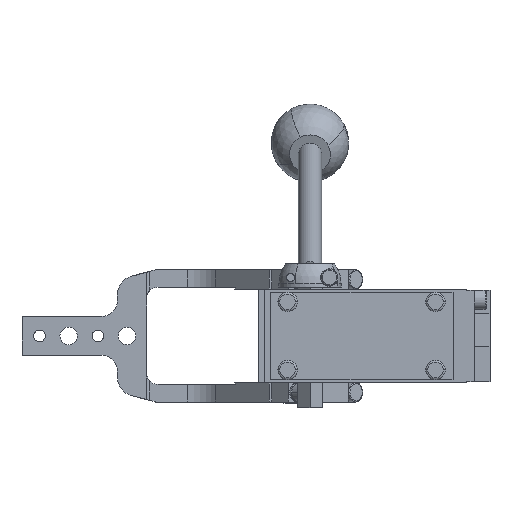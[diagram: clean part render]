
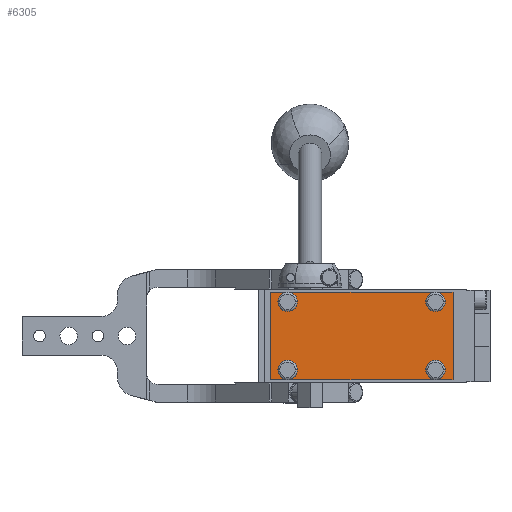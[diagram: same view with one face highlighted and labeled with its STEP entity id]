
A CAD part, left-side view. The second image highlights one B-rep face of the part: STEP entity #6305.
In plain terms, the highlighted planar face has unit normal (-1, 0, 0).
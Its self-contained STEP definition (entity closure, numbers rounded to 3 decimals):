
#5724=AXIS2_PLACEMENT_3D('Circle Axis2P3D',#5722,#5723,$) ;
#5731=AXIS2_PLACEMENT_3D('Circle Axis2P3D',#5729,#5730,$) ;
#5758=AXIS2_PLACEMENT_3D('Circle Axis2P3D',#5756,#5757,$) ;
#5847=AXIS2_PLACEMENT_3D('Circle Axis2P3D',#5845,#5846,$) ;
#5854=AXIS2_PLACEMENT_3D('Circle Axis2P3D',#5852,#5853,$) ;
#5881=AXIS2_PLACEMENT_3D('Circle Axis2P3D',#5879,#5880,$) ;
#5970=AXIS2_PLACEMENT_3D('Circle Axis2P3D',#5968,#5969,$) ;
#5996=AXIS2_PLACEMENT_3D('Circle Axis2P3D',#5994,#5995,$) ;
#6003=AXIS2_PLACEMENT_3D('Circle Axis2P3D',#6001,#6002,$) ;
#6093=AXIS2_PLACEMENT_3D('Circle Axis2P3D',#6091,#6092,$) ;
#6119=AXIS2_PLACEMENT_3D('Circle Axis2P3D',#6117,#6118,$) ;
#6126=AXIS2_PLACEMENT_3D('Circle Axis2P3D',#6124,#6125,$) ;
#6234=AXIS2_PLACEMENT_3D('Plane Axis2P3D',#6231,#6232,#6233) ;
#5717=CARTESIAN_POINT('Vertex',(-166.5,-73.5,17.5)) ;
#5722=CARTESIAN_POINT('Axis2P3D Location',(-166.5,-68.5,17.5)) ;
#5726=CARTESIAN_POINT('Vertex',(-166.5,-68.5,22.5)) ;
#5729=CARTESIAN_POINT('Axis2P3D Location',(-166.5,-68.5,17.5)) ;
#5733=CARTESIAN_POINT('Vertex',(-166.5,-63.5,17.5)) ;
#5756=CARTESIAN_POINT('Axis2P3D Location',(-166.5,-68.5,17.5)) ;
#5840=CARTESIAN_POINT('Vertex',(-166.5,2.5,17.5)) ;
#5845=CARTESIAN_POINT('Axis2P3D Location',(-166.5,7.5,17.5)) ;
#5849=CARTESIAN_POINT('Vertex',(-166.5,7.5,22.5)) ;
#5852=CARTESIAN_POINT('Axis2P3D Location',(-166.5,7.5,17.5)) ;
#5856=CARTESIAN_POINT('Vertex',(-166.5,12.5,17.5)) ;
#5879=CARTESIAN_POINT('Axis2P3D Location',(-166.5,7.5,17.5)) ;
#5963=CARTESIAN_POINT('Vertex',(-166.5,2.5,-17.5)) ;
#5968=CARTESIAN_POINT('Axis2P3D Location',(-166.5,7.5,-17.5)) ;
#5972=CARTESIAN_POINT('Vertex',(-166.5,12.5,-17.5)) ;
#5994=CARTESIAN_POINT('Axis2P3D Location',(-166.5,7.5,-17.5)) ;
#5998=CARTESIAN_POINT('Vertex',(-166.5,7.5,-22.5)) ;
#6001=CARTESIAN_POINT('Axis2P3D Location',(-166.5,7.5,-17.5)) ;
#6086=CARTESIAN_POINT('Vertex',(-166.5,-73.5,-17.5)) ;
#6091=CARTESIAN_POINT('Axis2P3D Location',(-166.5,-68.5,-17.5)) ;
#6095=CARTESIAN_POINT('Vertex',(-166.5,-63.5,-17.5)) ;
#6117=CARTESIAN_POINT('Axis2P3D Location',(-166.5,-68.5,-17.5)) ;
#6121=CARTESIAN_POINT('Vertex',(-166.5,-68.5,-22.5)) ;
#6124=CARTESIAN_POINT('Axis2P3D Location',(-166.5,-68.5,-17.5)) ;
#6205=CARTESIAN_POINT('Line Origine',(-166.5,16.5,0.)) ;
#6209=CARTESIAN_POINT('Vertex',(-166.5,16.5,-22.5)) ;
#6211=CARTESIAN_POINT('Vertex',(-166.5,16.5,22.5)) ;
#6231=CARTESIAN_POINT('Axis2P3D Location',(-166.5,0.,0.)) ;
#6236=CARTESIAN_POINT('Line Origine',(-166.5,-30.5,22.5)) ;
#6241=CARTESIAN_POINT('Line Origine',(-166.5,12.,22.5)) ;
#6246=CARTESIAN_POINT('Line Origine',(-166.5,12.,-22.5)) ;
#6251=CARTESIAN_POINT('Line Origine',(-166.5,-30.5,-22.5)) ;
#6256=CARTESIAN_POINT('Line Origine',(-166.5,-73.,-22.5)) ;
#6260=CARTESIAN_POINT('Vertex',(-166.5,-77.5,-22.5)) ;
#6263=CARTESIAN_POINT('Line Origine',(-166.5,-77.5,0.)) ;
#6267=CARTESIAN_POINT('Vertex',(-166.5,-77.5,22.5)) ;
#6270=CARTESIAN_POINT('Line Origine',(-166.5,-73.,22.5)) ;
#5723=DIRECTION('Axis2P3D Direction',(1.,-0.,0.)) ;
#5730=DIRECTION('Axis2P3D Direction',(1.,-0.,0.)) ;
#5757=DIRECTION('Axis2P3D Direction',(1.,-0.,0.)) ;
#5846=DIRECTION('Axis2P3D Direction',(1.,-0.,0.)) ;
#5853=DIRECTION('Axis2P3D Direction',(1.,-0.,0.)) ;
#5880=DIRECTION('Axis2P3D Direction',(1.,-0.,0.)) ;
#5969=DIRECTION('Axis2P3D Direction',(1.,-0.,0.)) ;
#5995=DIRECTION('Axis2P3D Direction',(1.,-0.,0.)) ;
#6002=DIRECTION('Axis2P3D Direction',(1.,-0.,0.)) ;
#6092=DIRECTION('Axis2P3D Direction',(1.,-0.,0.)) ;
#6118=DIRECTION('Axis2P3D Direction',(1.,-0.,0.)) ;
#6125=DIRECTION('Axis2P3D Direction',(1.,-0.,0.)) ;
#6206=DIRECTION('Vector Direction',(0.,0.,-1.)) ;
#6232=DIRECTION('Axis2P3D Direction',(1.,0.,-0.)) ;
#6233=DIRECTION('Axis2P3D XDirection',(0.,0.,1.)) ;
#6237=DIRECTION('Vector Direction',(0.,1.,0.)) ;
#6242=DIRECTION('Vector Direction',(0.,1.,0.)) ;
#6247=DIRECTION('Vector Direction',(0.,-1.,0.)) ;
#6252=DIRECTION('Vector Direction',(0.,-1.,0.)) ;
#6257=DIRECTION('Vector Direction',(0.,-1.,0.)) ;
#6264=DIRECTION('Vector Direction',(0.,0.,1.)) ;
#6271=DIRECTION('Vector Direction',(0.,1.,0.)) ;
#6207=VECTOR('Line Direction',#6206,1.) ;
#6238=VECTOR('Line Direction',#6237,1.) ;
#6243=VECTOR('Line Direction',#6242,1.) ;
#6248=VECTOR('Line Direction',#6247,1.) ;
#6253=VECTOR('Line Direction',#6252,1.) ;
#6258=VECTOR('Line Direction',#6257,1.) ;
#6265=VECTOR('Line Direction',#6264,1.) ;
#6272=VECTOR('Line Direction',#6271,1.) ;
#6276=ORIENTED_EDGE('',*,*,#6240,.F.) ;
#6277=ORIENTED_EDGE('',*,*,#6245,.F.) ;
#6278=ORIENTED_EDGE('',*,*,#6213,.F.) ;
#6279=ORIENTED_EDGE('',*,*,#6250,.F.) ;
#6280=ORIENTED_EDGE('',*,*,#6255,.F.) ;
#6281=ORIENTED_EDGE('',*,*,#6262,.F.) ;
#6282=ORIENTED_EDGE('',*,*,#6269,.F.) ;
#6283=ORIENTED_EDGE('',*,*,#6274,.F.) ;
#6286=ORIENTED_EDGE('',*,*,#6123,.T.) ;
#6287=ORIENTED_EDGE('',*,*,#6097,.T.) ;
#6288=ORIENTED_EDGE('',*,*,#6128,.T.) ;
#6291=ORIENTED_EDGE('',*,*,#6000,.T.) ;
#6292=ORIENTED_EDGE('',*,*,#5974,.T.) ;
#6293=ORIENTED_EDGE('',*,*,#6005,.T.) ;
#6296=ORIENTED_EDGE('',*,*,#5851,.T.) ;
#6297=ORIENTED_EDGE('',*,*,#5883,.T.) ;
#6298=ORIENTED_EDGE('',*,*,#5858,.T.) ;
#6301=ORIENTED_EDGE('',*,*,#5728,.T.) ;
#6302=ORIENTED_EDGE('',*,*,#5760,.T.) ;
#6303=ORIENTED_EDGE('',*,*,#5735,.T.) ;
#6289=FACE_BOUND('',#6285,.T.) ;
#6294=FACE_BOUND('',#6290,.T.) ;
#6299=FACE_BOUND('',#6295,.T.) ;
#6304=FACE_BOUND('',#6300,.T.) ;
#6305=ADVANCED_FACE('PartBody',(#6284,#6289,#6294,#6299,#6304),#6235,.F.) ;
#5725=CIRCLE('generated circle',#5724,5.) ;
#5732=CIRCLE('generated circle',#5731,5.) ;
#5759=CIRCLE('generated circle',#5758,5.) ;
#5848=CIRCLE('generated circle',#5847,5.) ;
#5855=CIRCLE('generated circle',#5854,5.) ;
#5882=CIRCLE('generated circle',#5881,5.) ;
#5971=CIRCLE('generated circle',#5970,5.) ;
#5997=CIRCLE('generated circle',#5996,5.) ;
#6004=CIRCLE('generated circle',#6003,5.) ;
#6094=CIRCLE('generated circle',#6093,5.) ;
#6120=CIRCLE('generated circle',#6119,5.) ;
#6127=CIRCLE('generated circle',#6126,5.) ;
#5728=EDGE_CURVE('',#5727,#5718,#5725,.T.) ;
#5735=EDGE_CURVE('',#5734,#5727,#5732,.T.) ;
#5760=EDGE_CURVE('',#5718,#5734,#5759,.T.) ;
#5851=EDGE_CURVE('',#5850,#5841,#5848,.T.) ;
#5858=EDGE_CURVE('',#5857,#5850,#5855,.T.) ;
#5883=EDGE_CURVE('',#5841,#5857,#5882,.T.) ;
#5974=EDGE_CURVE('',#5973,#5964,#5971,.T.) ;
#6000=EDGE_CURVE('',#5999,#5973,#5997,.T.) ;
#6005=EDGE_CURVE('',#5964,#5999,#6004,.T.) ;
#6097=EDGE_CURVE('',#6096,#6087,#6094,.T.) ;
#6123=EDGE_CURVE('',#6122,#6096,#6120,.T.) ;
#6128=EDGE_CURVE('',#6087,#6122,#6127,.T.) ;
#6213=EDGE_CURVE('',#6210,#6212,#6208,.F.) ;
#6240=EDGE_CURVE('',#5850,#5727,#6239,.F.) ;
#6245=EDGE_CURVE('',#6212,#5850,#6244,.F.) ;
#6250=EDGE_CURVE('',#5999,#6210,#6249,.F.) ;
#6255=EDGE_CURVE('',#6122,#5999,#6254,.F.) ;
#6262=EDGE_CURVE('',#6261,#6122,#6259,.F.) ;
#6269=EDGE_CURVE('',#6268,#6261,#6266,.F.) ;
#6274=EDGE_CURVE('',#5727,#6268,#6273,.F.) ;
#6275=EDGE_LOOP('',(#6276,#6277,#6278,#6279,#6280,#6281,#6282,#6283)) ;
#6285=EDGE_LOOP('',(#6286,#6287,#6288)) ;
#6290=EDGE_LOOP('',(#6291,#6292,#6293)) ;
#6295=EDGE_LOOP('',(#6296,#6297,#6298)) ;
#6300=EDGE_LOOP('',(#6301,#6302,#6303)) ;
#6284=FACE_OUTER_BOUND('',#6275,.T.) ;
#6208=LINE('Line',#6205,#6207) ;
#6239=LINE('Line',#6236,#6238) ;
#6244=LINE('Line',#6241,#6243) ;
#6249=LINE('Line',#6246,#6248) ;
#6254=LINE('Line',#6251,#6253) ;
#6259=LINE('Line',#6256,#6258) ;
#6266=LINE('Line',#6263,#6265) ;
#6273=LINE('Line',#6270,#6272) ;
#6235=PLANE('Plane',#6234) ;
#5718=VERTEX_POINT('',#5717) ;
#5727=VERTEX_POINT('',#5726) ;
#5734=VERTEX_POINT('',#5733) ;
#5841=VERTEX_POINT('',#5840) ;
#5850=VERTEX_POINT('',#5849) ;
#5857=VERTEX_POINT('',#5856) ;
#5964=VERTEX_POINT('',#5963) ;
#5973=VERTEX_POINT('',#5972) ;
#5999=VERTEX_POINT('',#5998) ;
#6087=VERTEX_POINT('',#6086) ;
#6096=VERTEX_POINT('',#6095) ;
#6122=VERTEX_POINT('',#6121) ;
#6210=VERTEX_POINT('',#6209) ;
#6212=VERTEX_POINT('',#6211) ;
#6261=VERTEX_POINT('',#6260) ;
#6268=VERTEX_POINT('',#6267) ;
